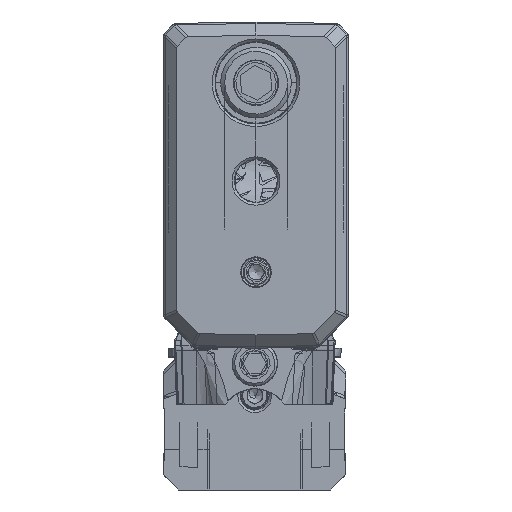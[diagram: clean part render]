
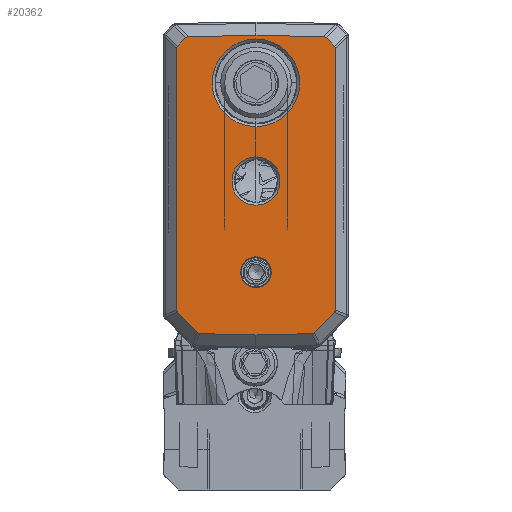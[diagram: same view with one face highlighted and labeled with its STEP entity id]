
A CAD part, front view. The second image highlights one B-rep face of the part: STEP entity #20362.
In plain terms, the highlighted planar face has unit normal (0, -1, 0).
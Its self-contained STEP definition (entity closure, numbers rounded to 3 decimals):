
#3056=ELLIPSE('',#111204,0.859,0.5);
#3057=ELLIPSE('',#111206,0.859,0.5);
#3058=ELLIPSE('',#111208,0.736,0.5);
#3059=ELLIPSE('',#111210,0.735,0.5);
#3060=ELLIPSE('',#111212,0.735,0.5);
#3061=ELLIPSE('',#111214,0.736,0.5);
#3062=ELLIPSE('',#111216,0.859,0.5);
#3063=ELLIPSE('',#111218,0.859,0.5);
#19143=FACE_BOUND('',#34135,.T.);
#19144=FACE_BOUND('',#34136,.T.);
#19145=FACE_BOUND('',#34137,.T.);
#19146=FACE_BOUND('',#34138,.T.);
#20362=ADVANCED_FACE('',(#19143,#19144,#19145,#19146),#25813,.T.);
#25813=PLANE('',#111314);
#34135=EDGE_LOOP('',(#41983,#41984,#41985,#41986,#41987,#41988,#41989,#41990,
#41991,#41992,#41993,#41994,#41995,#41996,#41997,#41998,#41999,#42000));
#34136=EDGE_LOOP('',(#42001));
#34137=EDGE_LOOP('',(#42002));
#34138=EDGE_LOOP('',(#42003));
#41983=ORIENTED_EDGE('',*,*,#76800,.T.);
#41984=ORIENTED_EDGE('',*,*,#76694,.T.);
#41985=ORIENTED_EDGE('',*,*,#76795,.T.);
#41986=ORIENTED_EDGE('',*,*,#76691,.T.);
#41987=ORIENTED_EDGE('',*,*,#76803,.T.);
#41988=ORIENTED_EDGE('',*,*,#76817,.T.);
#41989=ORIENTED_EDGE('',*,*,#76673,.T.);
#41990=ORIENTED_EDGE('',*,*,#76796,.T.);
#41991=ORIENTED_EDGE('',*,*,#76676,.T.);
#41992=ORIENTED_EDGE('',*,*,#76801,.T.);
#41993=ORIENTED_EDGE('',*,*,#76679,.T.);
#41994=ORIENTED_EDGE('',*,*,#76794,.T.);
#41995=ORIENTED_EDGE('',*,*,#76682,.T.);
#41996=ORIENTED_EDGE('',*,*,#76818,.T.);
#41997=ORIENTED_EDGE('',*,*,#76798,.T.);
#41998=ORIENTED_EDGE('',*,*,#76685,.T.);
#41999=ORIENTED_EDGE('',*,*,#76793,.T.);
#42000=ORIENTED_EDGE('',*,*,#76688,.T.);
#42001=ORIENTED_EDGE('',*,*,#76194,.T.);
#42002=ORIENTED_EDGE('',*,*,#76196,.T.);
#42003=ORIENTED_EDGE('',*,*,#76190,.T.);
#67473=VERTEX_POINT('',#144649);
#67477=VERTEX_POINT('',#144685);
#67479=VERTEX_POINT('',#144690);
#67800=VERTEX_POINT('',#148531);
#67801=VERTEX_POINT('',#148533);
#67802=VERTEX_POINT('',#148537);
#67803=VERTEX_POINT('',#148539);
#67804=VERTEX_POINT('',#148543);
#67805=VERTEX_POINT('',#148545);
#67806=VERTEX_POINT('',#148549);
#67807=VERTEX_POINT('',#148551);
#67808=VERTEX_POINT('',#148555);
#67809=VERTEX_POINT('',#148557);
#67810=VERTEX_POINT('',#148561);
#67811=VERTEX_POINT('',#148563);
#67812=VERTEX_POINT('',#148567);
#67813=VERTEX_POINT('',#148569);
#67814=VERTEX_POINT('',#148573);
#67815=VERTEX_POINT('',#148575);
#67867=VERTEX_POINT('',#148933);
#67868=VERTEX_POINT('',#148941);
#76190=EDGE_CURVE('',#67473,#67473,#105687,.T.);
#76194=EDGE_CURVE('',#67477,#67477,#105689,.T.);
#76196=EDGE_CURVE('',#67479,#67479,#105691,.T.);
#76673=EDGE_CURVE('',#67800,#67801,#3056,.T.);
#76676=EDGE_CURVE('',#67802,#67803,#3057,.T.);
#76679=EDGE_CURVE('',#67804,#67805,#3058,.T.);
#76682=EDGE_CURVE('',#67806,#67807,#3059,.T.);
#76685=EDGE_CURVE('',#67808,#67809,#3060,.T.);
#76688=EDGE_CURVE('',#67810,#67811,#3061,.T.);
#76691=EDGE_CURVE('',#67812,#67813,#3062,.T.);
#76694=EDGE_CURVE('',#67814,#67815,#3063,.T.);
#76793=EDGE_CURVE('',#67809,#67810,#89963,.T.);
#76794=EDGE_CURVE('',#67805,#67806,#89964,.T.);
#76795=EDGE_CURVE('',#67815,#67812,#89965,.T.);
#76796=EDGE_CURVE('',#67801,#67802,#89966,.T.);
#76798=EDGE_CURVE('',#67867,#67808,#89967,.T.);
#76800=EDGE_CURVE('',#67811,#67814,#89969,.T.);
#76801=EDGE_CURVE('',#67803,#67804,#89970,.T.);
#76803=EDGE_CURVE('',#67813,#67868,#89972,.T.);
#76817=EDGE_CURVE('',#67868,#67800,#89976,.T.);
#76818=EDGE_CURVE('',#67807,#67867,#89977,.T.);
#89963=LINE('',#148920,#98022);
#89964=LINE('',#148922,#98023);
#89965=LINE('',#148924,#98024);
#89966=LINE('',#148926,#98025);
#89967=LINE('',#148932,#98026);
#89969=LINE('',#148936,#98028);
#89970=LINE('',#148938,#98029);
#89972=LINE('',#148942,#98031);
#89976=LINE('',#148977,#98035);
#89977=LINE('',#148978,#98036);
#98022=VECTOR('',#120902,1.);
#98023=VECTOR('',#120905,1.);
#98024=VECTOR('',#120908,1.);
#98025=VECTOR('',#120911,1.);
#98026=VECTOR('',#120920,1.);
#98028=VECTOR('',#120924,1.);
#98029=VECTOR('',#120927,1.);
#98031=VECTOR('',#120931,1.);
#98035=VECTOR('',#120971,1.);
#98036=VECTOR('',#120972,1.);
#105687=CIRCLE('',#110936,2.4);
#105689=CIRCLE('',#110940,1.55);
#105691=CIRCLE('',#110943,4.323);
#110936=AXIS2_PLACEMENT_3D('',#144648,#119945,#119946);
#110940=AXIS2_PLACEMENT_3D('',#144684,#119953,#119954);
#110943=AXIS2_PLACEMENT_3D('',#144689,#119959,#119960);
#111204=AXIS2_PLACEMENT_3D('',#148534,#120678,#120679);
#111206=AXIS2_PLACEMENT_3D('',#148540,#120684,#120685);
#111208=AXIS2_PLACEMENT_3D('',#148546,#120690,#120691);
#111210=AXIS2_PLACEMENT_3D('',#148552,#120696,#120697);
#111212=AXIS2_PLACEMENT_3D('',#148558,#120702,#120703);
#111214=AXIS2_PLACEMENT_3D('',#148564,#120708,#120709);
#111216=AXIS2_PLACEMENT_3D('',#148570,#120714,#120715);
#111218=AXIS2_PLACEMENT_3D('',#148576,#120720,#120721);
#111314=AXIS2_PLACEMENT_3D('',#148979,#120973,#120974);
#119945=DIRECTION('',(0.,1.,0.));
#119946=DIRECTION('',(0.,0.,-1.));
#119953=DIRECTION('',(0.,1.,0.));
#119954=DIRECTION('',(0.,0.,-1.));
#119959=DIRECTION('',(0.,1.,0.));
#119960=DIRECTION('',(0.,0.,-1.));
#120678=DIRECTION('',(0.,-1.,0.));
#120679=DIRECTION('',(0.716,0.,-0.698));
#120684=DIRECTION('',(0.,-1.,0.));
#120685=DIRECTION('',(0.716,0.,-0.698));
#120690=DIRECTION('',(0.,-1.,0.));
#120691=DIRECTION('',(-0.926,0.,-0.379));
#120696=DIRECTION('',(0.,-1.,0.));
#120697=DIRECTION('',(-0.398,0.,-0.917));
#120702=DIRECTION('',(0.,-1.,0.));
#120703=DIRECTION('',(-0.398,0.,0.917));
#120708=DIRECTION('',(0.,-1.,0.));
#120709=DIRECTION('',(-0.926,0.,0.379));
#120714=DIRECTION('',(0.,-1.,0.));
#120715=DIRECTION('',(0.716,0.,0.698));
#120720=DIRECTION('',(0.,-1.,0.));
#120721=DIRECTION('',(0.716,0.,0.698));
#120902=DIRECTION('',(0.701,0.,0.713));
#120905=DIRECTION('',(0.701,0.,-0.713));
#120908=DIRECTION('',(-0.698,0.,0.716));
#120911=DIRECTION('',(-0.698,0.,-0.716));
#120920=DIRECTION('',(1.,0.,0.025));
#120924=DIRECTION('',(0.,0.,1.));
#120927=DIRECTION('',(0.,0.,-1.));
#120931=DIRECTION('',(-1.,0.,0.025));
#120971=DIRECTION('',(-1.,0.,-0.025));
#120972=DIRECTION('',(1.,0.,-0.025));
#120973=DIRECTION('',(0.,-1.,0.));
#120974=DIRECTION('',(0.,0.,-1.));
#144648=CARTESIAN_POINT('',(0.125,-28.5,-15.7));
#144649=CARTESIAN_POINT('',(0.125,-28.5,-18.1));
#144684=CARTESIAN_POINT('',(0.125,-28.5,-24.7));
#144685=CARTESIAN_POINT('',(0.125,-28.5,-26.25));
#144689=CARTESIAN_POINT('',(0.125,-28.5,-6.));
#144690=CARTESIAN_POINT('',(0.125,-28.5,-10.323));
#148531=CARTESIAN_POINT('',(-6.564,-28.5,-1.465));
#148533=CARTESIAN_POINT('',(-6.816,-28.5,-1.564));
#148534=CARTESIAN_POINT('',(-6.201,-28.5,-2.163));
#148537=CARTESIAN_POINT('',(-7.608,-28.5,-2.375));
#148539=CARTESIAN_POINT('',(-7.7,-28.5,-2.63));
#148540=CARTESIAN_POINT('',(-6.993,-28.5,-2.975));
#148543=CARTESIAN_POINT('',(-7.7,-28.5,-28.416));
#148545=CARTESIAN_POINT('',(-7.599,-28.5,-28.664));
#148546=CARTESIAN_POINT('',(-6.993,-28.5,-28.272));
#148549=CARTESIAN_POINT('',(-5.639,-28.5,-30.658));
#148551=CARTESIAN_POINT('',(-5.396,-28.5,-30.764));
#148552=CARTESIAN_POINT('',(-5.235,-28.5,-30.06));
#148555=CARTESIAN_POINT('',(5.646,-28.5,-30.764));
#148557=CARTESIAN_POINT('',(5.889,-28.5,-30.658));
#148558=CARTESIAN_POINT('',(5.485,-28.5,-30.06));
#148561=CARTESIAN_POINT('',(7.849,-28.5,-28.664));
#148563=CARTESIAN_POINT('',(7.95,-28.5,-28.416));
#148564=CARTESIAN_POINT('',(7.243,-28.5,-28.272));
#148567=CARTESIAN_POINT('',(7.066,-28.5,-1.564));
#148569=CARTESIAN_POINT('',(6.814,-28.5,-1.465));
#148570=CARTESIAN_POINT('',(6.451,-28.5,-2.163));
#148573=CARTESIAN_POINT('',(7.95,-28.5,-2.63));
#148575=CARTESIAN_POINT('',(7.858,-28.5,-2.375));
#148576=CARTESIAN_POINT('',(7.243,-28.5,-2.975));
#148920=CARTESIAN_POINT('',(-2.196,-28.5,-38.886));
#148922=CARTESIAN_POINT('',(-6.519,-28.5,-29.762));
#148924=CARTESIAN_POINT('',(14.544,-28.5,-9.227));
#148926=CARTESIAN_POINT('',(-23.195,-28.5,-18.349));
#148932=CARTESIAN_POINT('',(-9.027,-28.5,-31.126));
#148933=CARTESIAN_POINT('',(0.125,-28.5,-30.9));
#148936=CARTESIAN_POINT('',(7.95,-28.5,-32.2));
#148938=CARTESIAN_POINT('',(-7.7,-28.5,-32.2));
#148941=CARTESIAN_POINT('',(0.125,-28.5,-1.3));
#148942=CARTESIAN_POINT('',(-8.232,-28.5,-1.094));
#148977=CARTESIAN_POINT('',(-9.757,-28.5,-1.544));
#148978=CARTESIAN_POINT('',(-8.962,-28.5,-30.676));
#148979=CARTESIAN_POINT('',(-9.,-28.5,-32.2));
